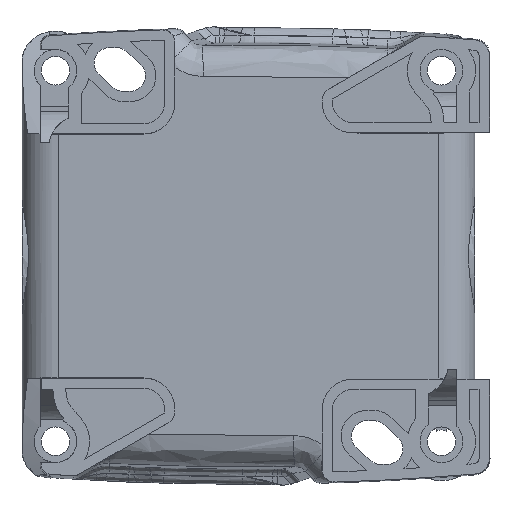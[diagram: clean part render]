
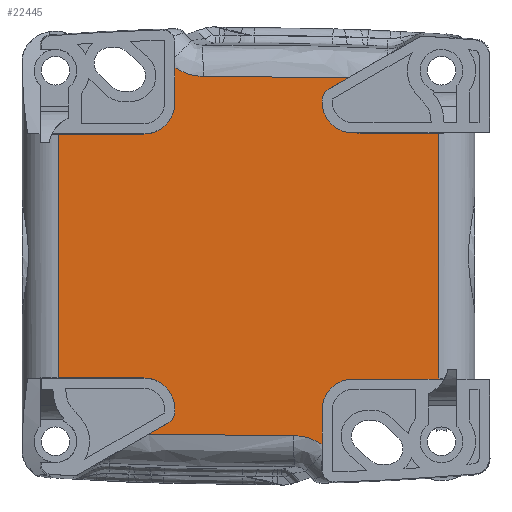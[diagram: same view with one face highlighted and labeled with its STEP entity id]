
A CAD part, front view. The second image highlights one B-rep face of the part: STEP entity #22445.
In plain terms, the highlighted planar face has unit normal (0, -1, 0).
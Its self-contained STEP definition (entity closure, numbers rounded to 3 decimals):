
#4265=DIRECTION('',(-0.866,0.,-0.5));
#4266=VECTOR('',#4265,4.475);
#4267=CARTESIAN_POINT('',(19.425,-1.,
34.627));
#4268=LINE('',#4267,#4266);
#4272=DIRECTION('',(0.,0.,-1.));
#4273=VECTOR('',#4272,0.324);
#4274=CARTESIAN_POINT('',(14.3,-1.,30.224));
#4275=LINE('',#4274,#4273);
#4279=CARTESIAN_POINT('',(20.3,-1.,29.9));
#4280=DIRECTION('',(0.,-1.,0.));
#4281=DIRECTION('',(-1.,0.,0.));
#4282=AXIS2_PLACEMENT_3D('',#4279,#4280,#4281);
#4287=DIRECTION('',(1.,0.,-0.001));
#4288=VECTOR('',#4287,16.7);
#4289=CARTESIAN_POINT('',(20.3,-1.,23.9));
#4290=LINE('',#4289,#4288);
#4294=DIRECTION('',(0.,0.,1.));
#4295=VECTOR('',#4294,47.791);
#4296=CARTESIAN_POINT('',(37.,-1.,-23.9));
#4297=LINE('',#4296,#4295);
#4301=DIRECTION('',(-1.,0.,0.));
#4302=VECTOR('',#4301,16.7);
#4303=CARTESIAN_POINT('',(37.,-1.,-23.9));
#4304=LINE('',#4303,#4302);
#4308=CARTESIAN_POINT('',(20.3,-1.,-29.9));
#4309=DIRECTION('',(0.,-1.,0.));
#4310=DIRECTION('',(0.,0.,1.));
#4311=AXIS2_PLACEMENT_3D('',#4308,#4309,#4310);
#4316=DIRECTION('',(0.,0.,-1.));
#4317=VECTOR('',#4316,6.772);
#4318=CARTESIAN_POINT('',(14.3,-1.,-29.9));
#4319=LINE('',#4318,#4317);
#4323=CARTESIAN_POINT('',(8.78,-1.,
-34.918));
#4324=CARTESIAN_POINT('',(9.041,-1.,
-34.913));
#4325=CARTESIAN_POINT('',(9.553,-1.,
-34.927));
#4326=CARTESIAN_POINT('',(10.291,-1.,
-35.008));
#4327=CARTESIAN_POINT('',(11.011,-1.,
-35.147));
#4328=CARTESIAN_POINT('',(11.71,-1.,
-35.34));
#4329=CARTESIAN_POINT('',(12.388,-1.,
-35.588));
#4330=CARTESIAN_POINT('',(13.046,-1.,
-35.889));
#4331=CARTESIAN_POINT('',(13.685,-1.,
-36.246));
#4332=CARTESIAN_POINT('',(14.097,-1.,
-36.523));
#4333=CARTESIAN_POINT('',(14.3,-1.,
-36.672));
#4338=CARTESIAN_POINT('',(-19.425,-1.,
-34.627));
#4339=CARTESIAN_POINT('',(-16.561,-1.,
-34.735));
#4340=CARTESIAN_POINT('',(-10.656,-1.,
-34.909));
#4341=CARTESIAN_POINT('',(-1.403,-1.,
-35.021));
#4342=CARTESIAN_POINT('',(5.311,-1.,
-34.977));
#4343=CARTESIAN_POINT('',(8.78,-1.,
-34.918));
#4348=DIRECTION('',(0.866,0.,0.5));
#4349=VECTOR('',#4348,4.475);
#4350=CARTESIAN_POINT('',(-19.425,-1.,
-34.627));
#4351=LINE('',#4350,#4349);
#4355=DIRECTION('',(0.,0.,1.));
#4356=VECTOR('',#4355,0.524);
#4357=CARTESIAN_POINT('',(-14.3,-1.,-30.224));
#4358=LINE('',#4357,#4356);
#4362=CARTESIAN_POINT('',(-20.3,-1.,-29.7));
#4363=DIRECTION('',(0.,-1.,0.));
#4364=DIRECTION('',(1.,0.,0.));
#4365=AXIS2_PLACEMENT_3D('',#4362,#4363,#4364);
#4370=DIRECTION('',(-1.,0.,0.));
#4371=VECTOR('',#4370,16.7);
#4372=CARTESIAN_POINT('',(-20.3,-1.,-23.7));
#4373=LINE('',#4372,#4371);
#4377=DIRECTION('',(0.,0.,-1.));
#4378=VECTOR('',#4377,47.4);
#4379=CARTESIAN_POINT('',(-37.,-1.,23.7));
#4380=LINE('',#4379,#4378);
#4384=DIRECTION('',(1.,0.,0.));
#4385=VECTOR('',#4384,16.7);
#4386=CARTESIAN_POINT('',(-37.,-1.,23.7));
#4387=LINE('',#4386,#4385);
#4391=CARTESIAN_POINT('',(-20.3,-1.,29.7));
#4392=DIRECTION('',(0.,-1.,0.));
#4393=DIRECTION('',(0.,0.,-1.));
#4394=AXIS2_PLACEMENT_3D('',#4391,#4392,#4393);
#4399=DIRECTION('',(0.,0.,1.));
#4400=VECTOR('',#4399,6.972);
#4401=CARTESIAN_POINT('',(-14.3,-1.,29.7));
#4402=LINE('',#4401,#4400);
#4406=CARTESIAN_POINT('',(-8.78,-1.,
34.918));
#4407=CARTESIAN_POINT('',(-9.041,-1.,
34.913));
#4408=CARTESIAN_POINT('',(-9.553,-1.,
34.927));
#4409=CARTESIAN_POINT('',(-10.291,-1.,
35.008));
#4410=CARTESIAN_POINT('',(-11.011,-1.,
35.147));
#4411=CARTESIAN_POINT('',(-11.71,-1.,
35.34));
#4412=CARTESIAN_POINT('',(-12.388,-1.,
35.588));
#4413=CARTESIAN_POINT('',(-13.046,-1.,
35.889));
#4414=CARTESIAN_POINT('',(-13.685,-1.,
36.246));
#4415=CARTESIAN_POINT('',(-14.097,-1.,
36.523));
#4416=CARTESIAN_POINT('',(-14.3,-1.,
36.672));
#4421=CARTESIAN_POINT('',(19.425,-1.,
34.627));
#4422=CARTESIAN_POINT('',(16.563,-1.,
34.734));
#4423=CARTESIAN_POINT('',(10.659,-1.,34.909));
#4424=CARTESIAN_POINT('',(1.397,-1.,
35.021));
#4425=CARTESIAN_POINT('',(-5.313,-1.,
34.977));
#4426=CARTESIAN_POINT('',(-8.78,-1.,
34.918));
#4477=CARTESIAN_POINT('',(14.3,-1.,30.224));
#4478=CARTESIAN_POINT('',(14.3,-1.,30.706));
#4479=CARTESIAN_POINT('',(14.553,-1.,31.521));
#4480=CARTESIAN_POINT('',(15.133,-1.,32.149));
#4481=CARTESIAN_POINT('',(15.55,-1.,32.389));
#4515=CARTESIAN_POINT('',(19.425,-1.,
34.627));
#4704=CARTESIAN_POINT('',(-14.3,-1.,
36.672));
#5601=CARTESIAN_POINT('',(-37.,-1.,23.7));
#5606=CARTESIAN_POINT('',(-37.,-1.,-23.7));
#6082=CARTESIAN_POINT('',(-14.3,-1.,-30.224));
#6083=CARTESIAN_POINT('',(-14.3,-1.,-30.706));
#6084=CARTESIAN_POINT('',(-14.553,-1.,-31.521));
#6085=CARTESIAN_POINT('',(-15.133,-1.,-32.149));
#6086=CARTESIAN_POINT('',(-15.55,-1.,-32.389));
#7988=CARTESIAN_POINT('',(14.3,-1.,
-36.672));
#9385=CARTESIAN_POINT('',(-19.425,-1.,
-34.627));
#18155=CARTESIAN_POINT('',(20.3,-1.,-23.9));
#18156=CARTESIAN_POINT('',(14.3,-1.,-29.9));
#18157=VERTEX_POINT('',#18155);
#18158=VERTEX_POINT('',#18156);
#18159=CARTESIAN_POINT('',(14.3,-1.,29.9));
#18160=CARTESIAN_POINT('',(20.3,-1.,23.9));
#18161=VERTEX_POINT('',#18159);
#18162=VERTEX_POINT('',#18160);
#18163=CARTESIAN_POINT('',(-14.3,-1.,-29.7));
#18164=CARTESIAN_POINT('',(-20.3,-1.,-23.7));
#18165=VERTEX_POINT('',#18163);
#18166=VERTEX_POINT('',#18164);
#18212=CARTESIAN_POINT('',(-20.3,-1.,23.7));
#18213=CARTESIAN_POINT('',(-14.3,-1.,29.7));
#18214=VERTEX_POINT('',#18212);
#18215=VERTEX_POINT('',#18213);
#18278=VERTEX_POINT('',#9385);
#18279=VERTEX_POINT('',#7988);
#18283=VERTEX_POINT('',#4515);
#18284=VERTEX_POINT('',#4704);
#18289=VERTEX_POINT('',#5601);
#18314=CARTESIAN_POINT('',(-15.55,-1.,-32.389));
#18316=VERTEX_POINT('',#18314);
#18318=CARTESIAN_POINT('',(-14.3,-1.,-30.224));
#18319=VERTEX_POINT('',#18318);
#18321=CARTESIAN_POINT('',(15.55,-1.,32.389));
#18323=VERTEX_POINT('',#18321);
#18325=CARTESIAN_POINT('',(14.3,-1.,30.224));
#18326=VERTEX_POINT('',#18325);
#18398=VERTEX_POINT('',#5606);
#18399=VERTEX_POINT('',#4323);
#18400=VERTEX_POINT('',#4406);
#18716=CARTESIAN_POINT('',(37.,-1.,-23.9));
#18717=CARTESIAN_POINT('',(37.,-1.,23.891));
#18718=VERTEX_POINT('',#18716);
#18719=VERTEX_POINT('',#18717);
#22396=CARTESIAN_POINT('',(0.,-1.,0.));
#22397=DIRECTION('',(0.,1.,0.));
#22398=DIRECTION('',(0.,0.,1.));
#22399=AXIS2_PLACEMENT_3D('',#22396,#22397,#22398);
#22400=PLANE('',#22399);
#22402=ORIENTED_EDGE('',*,*,#22401,.T.);
#22404=ORIENTED_EDGE('',*,*,#22403,.F.);
#22406=ORIENTED_EDGE('',*,*,#22405,.T.);
#22408=ORIENTED_EDGE('',*,*,#22407,.T.);
#22409=ORIENTED_EDGE('',*,*,#22388,.T.);
#22410=ORIENTED_EDGE('',*,*,#22272,.F.);
#22412=ORIENTED_EDGE('',*,*,#22411,.T.);
#22414=ORIENTED_EDGE('',*,*,#22413,.T.);
#22416=ORIENTED_EDGE('',*,*,#22415,.T.);
#22418=ORIENTED_EDGE('',*,*,#22417,.F.);
#22420=ORIENTED_EDGE('',*,*,#22419,.F.);
#22422=ORIENTED_EDGE('',*,*,#22421,.T.);
#22424=ORIENTED_EDGE('',*,*,#22423,.F.);
#22426=ORIENTED_EDGE('',*,*,#22425,.T.);
#22428=ORIENTED_EDGE('',*,*,#22427,.T.);
#22430=ORIENTED_EDGE('',*,*,#22429,.T.);
#22432=ORIENTED_EDGE('',*,*,#22431,.F.);
#22434=ORIENTED_EDGE('',*,*,#22433,.T.);
#22436=ORIENTED_EDGE('',*,*,#22435,.T.);
#22438=ORIENTED_EDGE('',*,*,#22437,.T.);
#22440=ORIENTED_EDGE('',*,*,#22439,.F.);
#22442=ORIENTED_EDGE('',*,*,#22441,.F.);
#22443=EDGE_LOOP('',(#22402,#22404,#22406,#22408,#22409,#22410,#22412,#22414,
#22416,#22418,#22420,#22422,#22424,#22426,#22428,#22430,#22432,#22434,#22436,
#22438,#22440,#22442));
#22444=FACE_OUTER_BOUND('',#22443,.F.);
#22445=ADVANCED_FACE('',(#22444),#22400,.F.);
#4283=CIRCLE('',#4282,6.);
#4312=CIRCLE('',#4311,6.);
#4334=B_SPLINE_CURVE_WITH_KNOTS('',3,(#4323,#4324,#4325,#4326,#4327,#4328,#4329,
#4330,#4331,#4332,#4333),.UNSPECIFIED.,.F.,.F.,(4,1,1,1,1,1,1,1,4),(0.,
0.125,0.25,0.375,0.5,0.625,0.75,0.875,1.),.UNSPECIFIED.);
#4344=B_SPLINE_CURVE_WITH_KNOTS('',3,(#4338,#4339,#4340,#4341,#4342,#4343),
.UNSPECIFIED.,.F.,.F.,(4,1,1,4),(0.,0.333,0.667,1.),
.UNSPECIFIED.);
#4366=CIRCLE('',#4365,6.);
#4395=CIRCLE('',#4394,6.);
#4417=B_SPLINE_CURVE_WITH_KNOTS('',3,(#4406,#4407,#4408,#4409,#4410,#4411,#4412,
#4413,#4414,#4415,#4416),.UNSPECIFIED.,.F.,.F.,(4,1,1,1,1,1,1,1,4),(0.,
0.125,0.25,0.375,0.5,0.625,0.75,0.875,1.),.UNSPECIFIED.);
#4427=B_SPLINE_CURVE_WITH_KNOTS('',3,(#4421,#4422,#4423,#4424,#4425,#4426),
.UNSPECIFIED.,.F.,.F.,(4,1,1,4),(0.,0.333,0.667,1.),
.UNSPECIFIED.);
#4482=B_SPLINE_CURVE_WITH_KNOTS('',3,(#4477,#4478,#4479,#4480,#4481),
.UNSPECIFIED.,.F.,.F.,(4,1,4),(0.,0.5,1.),.UNSPECIFIED.);
#6087=B_SPLINE_CURVE_WITH_KNOTS('',3,(#6082,#6083,#6084,#6085,#6086),
.UNSPECIFIED.,.F.,.F.,(4,1,4),(0.,0.5,1.),.UNSPECIFIED.);
#22272=EDGE_CURVE('',#18718,#18719,#4297,.T.);
#22388=EDGE_CURVE('',#18162,#18719,#4290,.T.);
#22401=EDGE_CURVE('',#18283,#18323,#4268,.T.);
#22403=EDGE_CURVE('',#18326,#18323,#4482,.T.);
#22405=EDGE_CURVE('',#18326,#18161,#4275,.T.);
#22407=EDGE_CURVE('',#18161,#18162,#4283,.T.);
#22411=EDGE_CURVE('',#18718,#18157,#4304,.T.);
#22413=EDGE_CURVE('',#18157,#18158,#4312,.T.);
#22415=EDGE_CURVE('',#18158,#18279,#4319,.T.);
#22417=EDGE_CURVE('',#18399,#18279,#4334,.T.);
#22419=EDGE_CURVE('',#18278,#18399,#4344,.T.);
#22421=EDGE_CURVE('',#18278,#18316,#4351,.T.);
#22423=EDGE_CURVE('',#18319,#18316,#6087,.T.);
#22425=EDGE_CURVE('',#18319,#18165,#4358,.T.);
#22427=EDGE_CURVE('',#18165,#18166,#4366,.T.);
#22429=EDGE_CURVE('',#18166,#18398,#4373,.T.);
#22431=EDGE_CURVE('',#18289,#18398,#4380,.T.);
#22433=EDGE_CURVE('',#18289,#18214,#4387,.T.);
#22435=EDGE_CURVE('',#18214,#18215,#4395,.T.);
#22437=EDGE_CURVE('',#18215,#18284,#4402,.T.);
#22439=EDGE_CURVE('',#18400,#18284,#4417,.T.);
#22441=EDGE_CURVE('',#18283,#18400,#4427,.T.);
